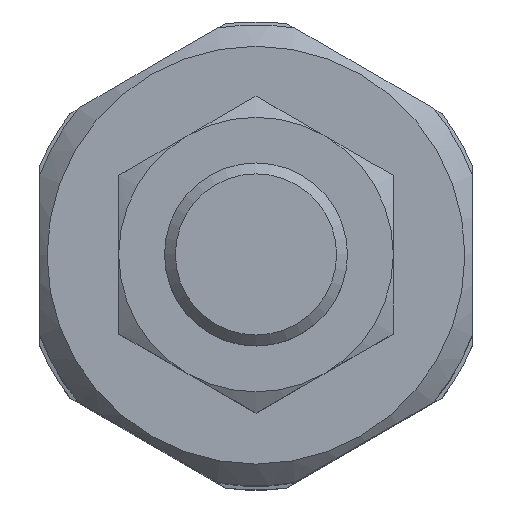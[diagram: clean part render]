
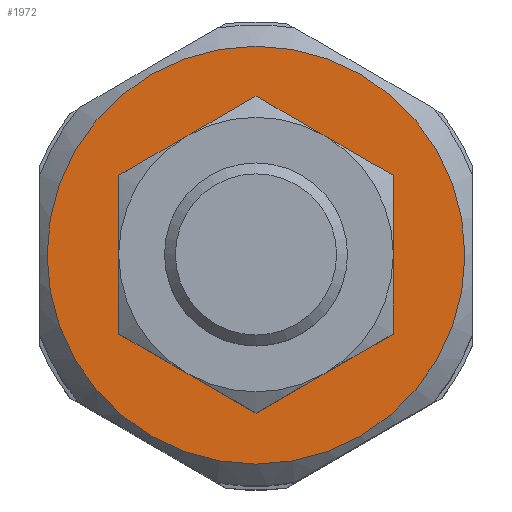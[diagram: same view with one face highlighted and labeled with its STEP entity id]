
A CAD part, top view. The second image highlights one B-rep face of the part: STEP entity #1972.
In plain terms, the highlighted planar face has unit normal (0, 0, 1).
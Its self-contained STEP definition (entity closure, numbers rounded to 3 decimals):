
#61=PLANE('',#2191);
#358=CIRCLE('',#2192,9.);
#359=CIRCLE('',#2193,14.5);
#504=ORIENTED_EDGE('',*,*,#1053,.T.);
#505=ORIENTED_EDGE('',*,*,#1054,.F.);
#1053=EDGE_CURVE('',#1321,#1321,#358,.T.);
#1054=EDGE_CURVE('',#1322,#1322,#359,.T.);
#1321=VERTEX_POINT('',#3153);
#1322=VERTEX_POINT('',#3155);
#1560=EDGE_LOOP('',(#504));
#1561=EDGE_LOOP('',(#505));
#1744=FACE_BOUND('',#1560,.T.);
#1745=FACE_BOUND('',#1561,.T.);
#1972=ADVANCED_FACE('',(#1744,#1745),#61,.T.);
#2191=AXIS2_PLACEMENT_3D('',#3151,#2489,#2490);
#2192=AXIS2_PLACEMENT_3D('',#3152,#2491,#2492);
#2193=AXIS2_PLACEMENT_3D('',#3154,#2493,#2494);
#2489=DIRECTION('',(0.,0.,1.));
#2490=DIRECTION('',(1.,0.,0.));
#2491=DIRECTION('',(0.,0.,-1.));
#2492=DIRECTION('',(-1.,0.,0.));
#2493=DIRECTION('',(0.,0.,-1.));
#2494=DIRECTION('',(-1.,0.,0.));
#3151=CARTESIAN_POINT('',(0.,14.5,0.));
#3152=CARTESIAN_POINT('',(0.,0.,0.));
#3153=CARTESIAN_POINT('',(-9.,0.,0.));
#3154=CARTESIAN_POINT('',(0.,0.,0.));
#3155=CARTESIAN_POINT('',(-14.5,0.,0.));
